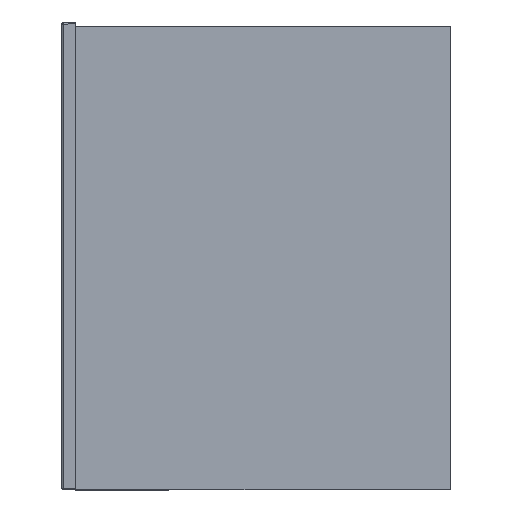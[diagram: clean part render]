
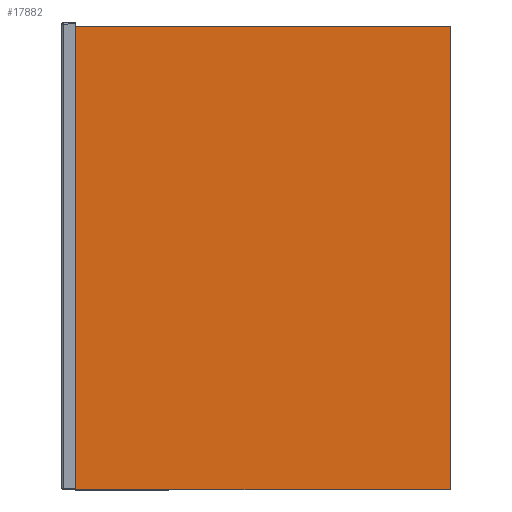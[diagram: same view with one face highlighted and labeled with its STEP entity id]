
A CAD part, left-side view. The second image highlights one B-rep face of the part: STEP entity #17882.
In plain terms, the highlighted face is planar.
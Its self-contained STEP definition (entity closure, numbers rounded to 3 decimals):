
#19 = FACE_OUTER_BOUND ( 'NONE', #9632, .T. ) ;
#138 = DIRECTION ( 'NONE',  ( 1., 0., 0. ) ) ;
#451 = CARTESIAN_POINT ( 'NONE',  ( -247.5, 200., 33. ) ) ;
#2001 = EDGE_CURVE ( 'NONE', #15481, #12727, #12649, .T. ) ;
#3360 = LINE ( 'NONE', #19617, #4676 ) ;
#3819 = CARTESIAN_POINT ( 'NONE',  ( 247.5, 200., 33. ) ) ;
#4488 = VERTEX_POINT ( 'NONE', #20063 ) ;
#4676 = VECTOR ( 'NONE', #5336, 1000. ) ;
#4972 = CARTESIAN_POINT ( 'NONE',  ( 247.5, -200., 33. ) ) ;
#5021 = DIRECTION ( 'NONE',  ( 0., 0., -1. ) ) ;
#5187 = VERTEX_POINT ( 'NONE', #7728 ) ;
#5336 = DIRECTION ( 'NONE',  ( 1., 0., 0. ) ) ;
#5566 = LINE ( 'NONE', #451, #18050 ) ;
#6557 = VECTOR ( 'NONE', #19102, 1000. ) ;
#6759 = CARTESIAN_POINT ( 'NONE',  ( 0., 0., 33. ) ) ;
#7526 = DIRECTION ( 'NONE',  ( 0., 1., 0. ) ) ;
#7728 = CARTESIAN_POINT ( 'NONE',  ( -247.5, 200., 33. ) ) ;
#8372 = VECTOR ( 'NONE', #7526, 1000. ) ;
#8415 = LINE ( 'NONE', #17696, #6557 ) ;
#9632 = EDGE_LOOP ( 'NONE', ( #15603, #17721, #18565, #18740 ) ) ;
#10577 = PLANE ( 'NONE',  #21628 ) ;
#12649 = LINE ( 'NONE', #3819, #8372 ) ;
#12727 = VERTEX_POINT ( 'NONE', #20718 ) ;
#15481 = VERTEX_POINT ( 'NONE', #4972 ) ;
#15603 = ORIENTED_EDGE ( 'NONE', *, *, #2001, .T. ) ;
#16578 = DIRECTION ( 'NONE',  ( -1., 0., 0. ) ) ;
#17696 = CARTESIAN_POINT ( 'NONE',  ( -247.5, 200., 33. ) ) ;
#17721 = ORIENTED_EDGE ( 'NONE', *, *, #20319, .T. ) ;
#17882 = ADVANCED_FACE ( 'NONE', ( #19 ), #10577, .F. ) ;
#18050 = VECTOR ( 'NONE', #16578, 1000. ) ;
#18565 = ORIENTED_EDGE ( 'NONE', *, *, #21486, .T. ) ;
#18740 = ORIENTED_EDGE ( 'NONE', *, *, #19990, .T. ) ;
#19102 = DIRECTION ( 'NONE',  ( 0., -1., 0. ) ) ;
#19617 = CARTESIAN_POINT ( 'NONE',  ( -247.5, -200., 33. ) ) ;
#19990 = EDGE_CURVE ( 'NONE', #4488, #15481, #3360, .T. ) ;
#20063 = CARTESIAN_POINT ( 'NONE',  ( -247.5, -200., 33. ) ) ;
#20319 = EDGE_CURVE ( 'NONE', #12727, #5187, #5566, .T. ) ;
#20718 = CARTESIAN_POINT ( 'NONE',  ( 247.5, 200., 33. ) ) ;
#21486 = EDGE_CURVE ( 'NONE', #5187, #4488, #8415, .T. ) ;
#21628 = AXIS2_PLACEMENT_3D ( 'NONE', #6759, #5021, #138 ) ;
